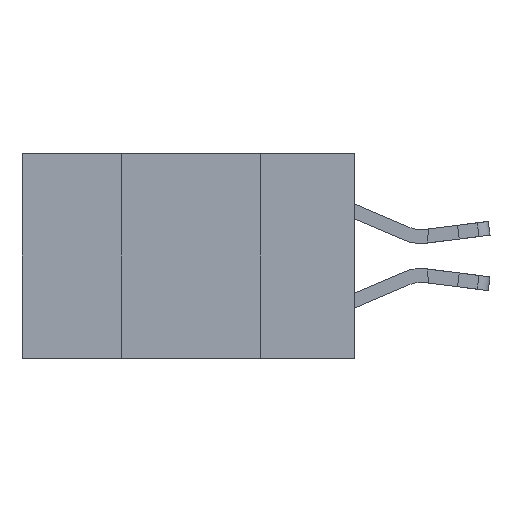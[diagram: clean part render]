
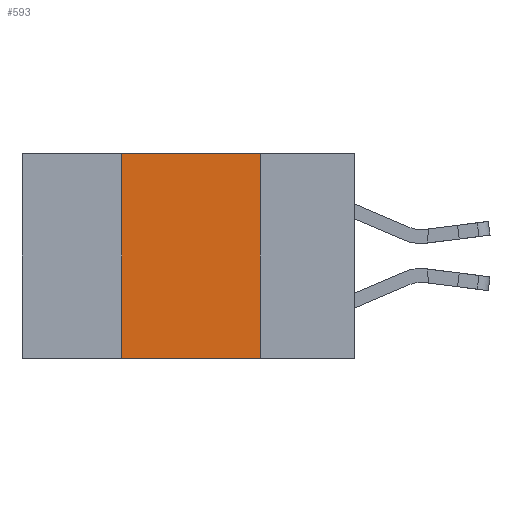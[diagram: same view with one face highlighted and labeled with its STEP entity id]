
A CAD part, left-side view. The second image highlights one B-rep face of the part: STEP entity #593.
In plain terms, the highlighted planar face has unit normal (-1, 0, 0).
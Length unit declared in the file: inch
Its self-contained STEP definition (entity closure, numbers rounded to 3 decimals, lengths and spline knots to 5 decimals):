
#593 = ADVANCED_FACE ( 'NONE', ( #27397 ), #20723, .F. ) ;
#1024 = VECTOR ( 'NONE', #12903, 39.37008 ) ;
#1194 = CARTESIAN_POINT ( 'NONE',  ( 0., 0.42, 0. ) ) ;
#1597 = LINE ( 'NONE', #23883, #13322 ) ;
#3314 = VERTEX_POINT ( 'NONE', #3441 ) ;
#3441 = CARTESIAN_POINT ( 'NONE',  ( 0., 0.17, 0. ) ) ;
#3683 = VERTEX_POINT ( 'NONE', #10787 ) ;
#5375 = CARTESIAN_POINT ( 'NONE',  ( 0., 0.6, 0. ) ) ;
#5829 = EDGE_CURVE ( 'NONE', #3314, #3683, #12772, .T. ) ;
#5913 = ORIENTED_EDGE ( 'NONE', *, *, #14173, .T. ) ;
#5972 = LINE ( 'NONE', #1194, #22450 ) ;
#7028 = EDGE_LOOP ( 'NONE', ( #13476, #27264, #12129, #5913 ) ) ;
#9014 = CARTESIAN_POINT ( 'NONE',  ( 0., 0.6, 0. ) ) ;
#10787 = CARTESIAN_POINT ( 'NONE',  ( 0., 0.17, -0.37 ) ) ;
#11029 = CARTESIAN_POINT ( 'NONE',  ( 0., 0.42, 0. ) ) ;
#11219 = DIRECTION ( 'NONE',  ( 0., -1., 0. ) ) ;
#12129 = ORIENTED_EDGE ( 'NONE', *, *, #26410, .F. ) ;
#12759 = VERTEX_POINT ( 'NONE', #19367 ) ;
#12772 = LINE ( 'NONE', #13066, #1024 ) ;
#12812 = VERTEX_POINT ( 'NONE', #11029 ) ;
#12903 = DIRECTION ( 'NONE',  ( 0., 0., -1. ) ) ;
#13066 = CARTESIAN_POINT ( 'NONE',  ( 0., 0.17, 0. ) ) ;
#13322 = VECTOR ( 'NONE', #11219, 39.37008 ) ;
#13476 = ORIENTED_EDGE ( 'NONE', *, *, #5829, .F. ) ;
#14173 = EDGE_CURVE ( 'NONE', #12759, #3683, #1597, .T. ) ;
#14439 = DIRECTION ( 'NONE',  ( 0., 0., 1. ) ) ;
#14873 = VECTOR ( 'NONE', #26011, 39.37008 ) ;
#16271 = DIRECTION ( 'NONE',  ( 0., 0., -1. ) ) ;
#19367 = CARTESIAN_POINT ( 'NONE',  ( 0., 0.42, -0.37 ) ) ;
#20482 = LINE ( 'NONE', #9014, #14873 ) ;
#20723 = PLANE ( 'NONE',  #24229 ) ;
#21994 = DIRECTION ( 'NONE',  ( 1., 0., 0. ) ) ;
#22450 = VECTOR ( 'NONE', #14439, 39.37008 ) ;
#23883 = CARTESIAN_POINT ( 'NONE',  ( 0., 0.6, -0.37 ) ) ;
#24229 = AXIS2_PLACEMENT_3D ( 'NONE', #5375, #21994, #16271 ) ;
#26011 = DIRECTION ( 'NONE',  ( 0., -1., 0. ) ) ;
#26053 = EDGE_CURVE ( 'NONE', #12812, #3314, #20482, .T. ) ;
#26410 = EDGE_CURVE ( 'NONE', #12759, #12812, #5972, .T. ) ;
#27264 = ORIENTED_EDGE ( 'NONE', *, *, #26053, .F. ) ;
#27397 = FACE_OUTER_BOUND ( 'NONE', #7028, .T. ) ;
